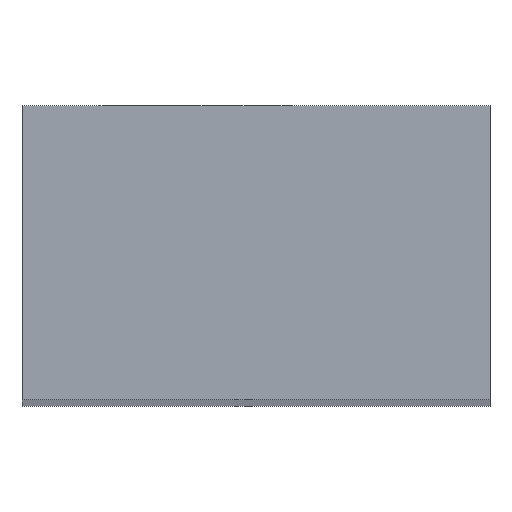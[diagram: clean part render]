
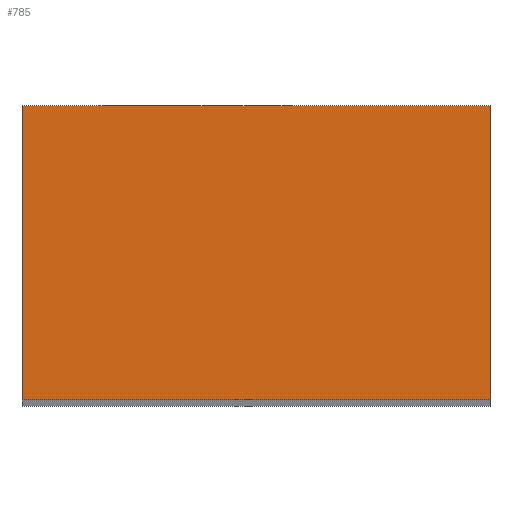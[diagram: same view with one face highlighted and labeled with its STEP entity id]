
A CAD part, top view. The second image highlights one B-rep face of the part: STEP entity #785.
In plain terms, the highlighted planar face has unit normal (0, 0, 1).
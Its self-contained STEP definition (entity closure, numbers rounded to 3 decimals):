
#1 = VERTEX_POINT ( 'NONE', #710 ) ;
#10 = DIRECTION ( 'NONE',  ( -1., 0., 0. ) ) ;
#73 = EDGE_CURVE ( 'NONE', #902, #489, #672, .T. ) ;
#134 = LINE ( 'NONE', #311, #861 ) ;
#175 = ORIENTED_EDGE ( 'NONE', *, *, #996, .T. ) ;
#183 = CARTESIAN_POINT ( 'NONE',  ( 0., 0., 0. ) ) ;
#199 = DIRECTION ( 'NONE',  ( 0., 0., -1. ) ) ;
#205 = CARTESIAN_POINT ( 'NONE',  ( 35., 0., 0. ) ) ;
#239 = VERTEX_POINT ( 'NONE', #952 ) ;
#282 = DIRECTION ( 'NONE',  ( -1., 0., 0. ) ) ;
#298 = CARTESIAN_POINT ( 'NONE',  ( 35., 0., 0. ) ) ;
#311 = CARTESIAN_POINT ( 'NONE',  ( 35., 0., 0. ) ) ;
#331 = CARTESIAN_POINT ( 'NONE',  ( 35., 0., 0. ) ) ;
#347 = VECTOR ( 'NONE', #966, 1000. ) ;
#446 = EDGE_CURVE ( 'NONE', #239, #902, #134, .T. ) ;
#489 = VERTEX_POINT ( 'NONE', #557 ) ;
#514 = FACE_OUTER_BOUND ( 'NONE', #840, .T. ) ;
#527 = AXIS2_PLACEMENT_3D ( 'NONE', #205, #199, #282 ) ;
#557 = CARTESIAN_POINT ( 'NONE',  ( 0., 0., 0. ) ) ;
#611 = VECTOR ( 'NONE', #765, 1000. ) ;
#635 = ORIENTED_EDGE ( 'NONE', *, *, #446, .F. ) ;
#639 = DIRECTION ( 'NONE',  ( 0., -1., 0. ) ) ;
#672 = LINE ( 'NONE', #298, #347 ) ;
#677 = VECTOR ( 'NONE', #10, 1000. ) ;
#710 = CARTESIAN_POINT ( 'NONE',  ( 0., 22., 0. ) ) ;
#761 = ORIENTED_EDGE ( 'NONE', *, *, #1000, .T. ) ;
#765 = DIRECTION ( 'NONE',  ( 0., -1., 0. ) ) ;
#785 = ADVANCED_FACE ( 'NONE', ( #514 ), #1012, .F. ) ;
#840 = EDGE_LOOP ( 'NONE', ( #761, #869, #635, #175 ) ) ;
#861 = VECTOR ( 'NONE', #639, 1000. ) ;
#869 = ORIENTED_EDGE ( 'NONE', *, *, #73, .F. ) ;
#897 = LINE ( 'NONE', #183, #611 ) ;
#902 = VERTEX_POINT ( 'NONE', #331 ) ;
#951 = LINE ( 'NONE', #974, #677 ) ;
#952 = CARTESIAN_POINT ( 'NONE',  ( 35., 22., 0. ) ) ;
#966 = DIRECTION ( 'NONE',  ( -1., 0., 0. ) ) ;
#974 = CARTESIAN_POINT ( 'NONE',  ( 35., 22., 0. ) ) ;
#996 = EDGE_CURVE ( 'NONE', #239, #1, #951, .T. ) ;
#1000 = EDGE_CURVE ( 'NONE', #1, #489, #897, .T. ) ;
#1012 = PLANE ( 'NONE',  #527 ) ;
